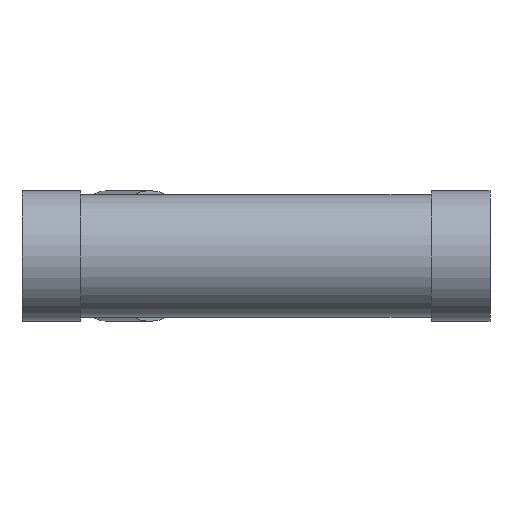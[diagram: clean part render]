
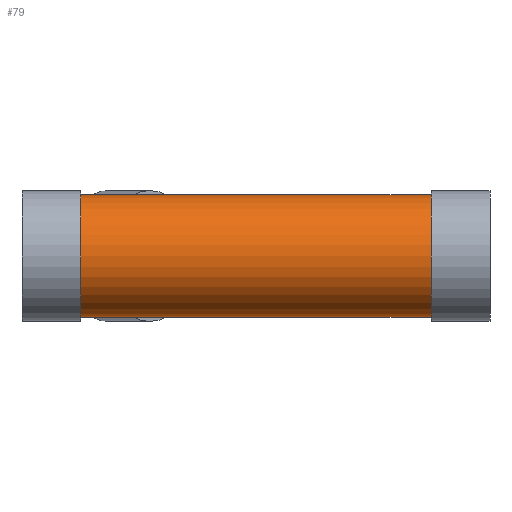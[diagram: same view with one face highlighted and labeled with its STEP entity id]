
A CAD part, front view. The second image highlights one B-rep face of the part: STEP entity #79.
In plain terms, the highlighted cylindrical face has radius 45 mm (diameter 90 mm), a full revolution.
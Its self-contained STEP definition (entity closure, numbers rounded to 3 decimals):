
#79 = ADVANCED_FACE( '', ( #171, #172, #173 ), #174, .T. );
#171 = FACE_OUTER_BOUND( '', #256, .T. );
#172 = FACE_BOUND( '', #257, .T. );
#173 = FACE_OUTER_BOUND( '', #258, .T. );
#174 = CYLINDRICAL_SURFACE( '', #259, 45. );
#256 = EDGE_LOOP( '', ( #374 ) );
#257 = EDGE_LOOP( '', ( #375, #376 ) );
#258 = EDGE_LOOP( '', ( #377 ) );
#259 = AXIS2_PLACEMENT_3D( '', #378, #379, #380 );
#374 = ORIENTED_EDGE( '', *, *, #386, .T. );
#375 = ORIENTED_EDGE( '', *, *, #413, .F. );
#376 = ORIENTED_EDGE( '', *, *, #414, .F. );
#377 = ORIENTED_EDGE( '', *, *, #418, .F. );
#378 = CARTESIAN_POINT( '', ( 171.5, 0., 0. ) );
#379 = DIRECTION( '', ( -1., 0., 0. ) );
#380 = DIRECTION( '', ( 0., 0., -1. ) );
#386 = EDGE_CURVE( '', #430, #430, #431, .T. );
#413 = EDGE_CURVE( '', #472, #473, #474, .F. );
#414 = EDGE_CURVE( '', #473, #472, #475, .F. );
#418 = EDGE_CURVE( '', #480, #480, #481, .T. );
#430 = VERTEX_POINT( '', #493 );
#431 = CIRCLE( '', #494, 45. );
#472 = VERTEX_POINT( '', #535 );
#473 = VERTEX_POINT( '', #536 );
#474 = ELLIPSE( '', #537, 117.591, 45. );
#475 = ELLIPSE( '', #538, 48.708, 45. );
#480 = VERTEX_POINT( '', #543 );
#481 = CIRCLE( '', #544, 45. );
#493 = CARTESIAN_POINT( '', ( -128.5, 0., -45. ) );
#494 = AXIS2_PLACEMENT_3D( '', #557, #558, #559 );
#535 = CARTESIAN_POINT( '', ( 45., 0., -45. ) );
#536 = CARTESIAN_POINT( '', ( 45., 0., 45. ) );
#537 = AXIS2_PLACEMENT_3D( '', #602, #603, #604 );
#538 = AXIS2_PLACEMENT_3D( '', #605, #606, #607 );
#543 = CARTESIAN_POINT( '', ( 128.5, 0., -45. ) );
#544 = AXIS2_PLACEMENT_3D( '', #611, #612, #613 );
#557 = CARTESIAN_POINT( '', ( -128.5, 0., 0. ) );
#558 = DIRECTION( '', ( 1., 0., 0. ) );
#559 = DIRECTION( '', ( 0., 0., -1. ) );
#602 = CARTESIAN_POINT( '', ( 45., 0., 0. ) );
#603 = DIRECTION( '', ( -0.383, -0.924, 0. ) );
#604 = DIRECTION( '', ( 0.924, -0.383, 0. ) );
#605 = CARTESIAN_POINT( '', ( 45., 0., 0. ) );
#606 = DIRECTION( '', ( 0.924, -0.383, 0. ) );
#607 = DIRECTION( '', ( -0.383, -0.924, 0. ) );
#611 = CARTESIAN_POINT( '', ( 128.5, 0., 0. ) );
#612 = DIRECTION( '', ( 1., 0., 0. ) );
#613 = DIRECTION( '', ( 0., 0., -1. ) );
